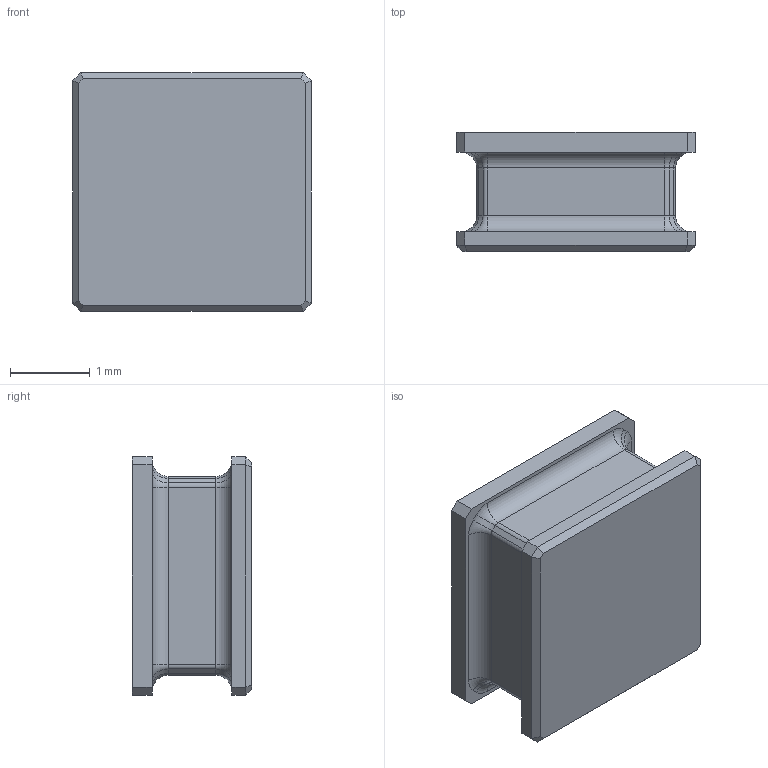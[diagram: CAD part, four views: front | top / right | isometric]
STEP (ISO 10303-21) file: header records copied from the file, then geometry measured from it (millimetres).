
FILE_DESCRIPTION((''),'2;1');
FILE_NAME('SRN3015','2012-07-11T',('ryans'),('Bourns, Inc.'),'PRO/ENGINEER BY PARAMETRIC TECHNOLOGY CORPORATION, 2010100','PRO/ENGINEER BY PARAMETRIC TECHNOLOGY CORPORATION, 2010100','');
FILE_SCHEMA(('CONFIG_CONTROL_DESIGN'));
Length unit declared in the file: millimetre
Products named in the file (1): SRN3015
Bounding box: 3 x 1.5 x 3 mm (x, y, z)
Volume: 10.8 mm3; surface area: 36.9 mm2
Topology: 1 solids, 1 shells, 76 faces, 176 edges, 104 vertices
Faces by surface type: plane 36, cylinder 24, torus 16
Entity records: 2162 total; most frequent: DIRECTION 392, CARTESIAN_POINT 356, ORIENTED_EDGE 352, EDGE_CURVE 176, AXIS2_PLACEMENT_3D 140, VECTOR 112, LINE 112, VERTEX_POINT 104
